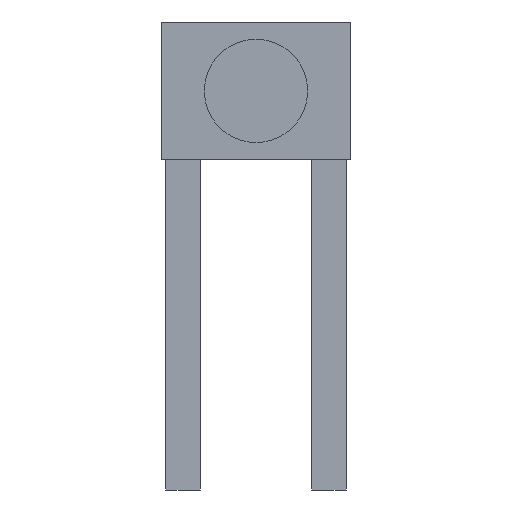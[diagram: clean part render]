
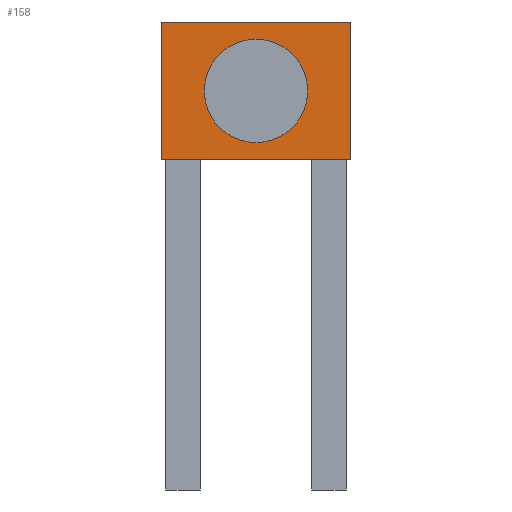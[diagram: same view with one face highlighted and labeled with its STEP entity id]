
A CAD part, front view. The second image highlights one B-rep face of the part: STEP entity #158.
In plain terms, the highlighted planar face has unit normal (0, -1, 0).
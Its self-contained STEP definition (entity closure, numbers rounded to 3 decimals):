
#23=VERTEX_POINT('',#24);
#24=CARTESIAN_POINT('',(-0.38,-7.95,6.15));
#29=EDGE_CURVE('',#23,#30,#32,.T.);
#30=VERTEX_POINT('',#31);
#31=CARTESIAN_POINT('',(2.92,-7.95,6.15));
#32=LINE('',#24,#33);
#33=VECTOR('',#34,1.);
#34=DIRECTION('',(1.,0.,0.));
#53=VERTEX_POINT('',#54);
#54=CARTESIAN_POINT('',(-0.38,-7.95,3.75));
#57=EDGE_CURVE('',#53,#23,#58,.T.);
#58=LINE('',#54,#59);
#59=VECTOR('',#60,1.);
#60=DIRECTION('',(0.,0.,1.));
#67=DIRECTION('',(-1.,0.,0.));
#73=EDGE_CURVE('',#30,#74,#76,.T.);
#74=VERTEX_POINT('',#75);
#75=CARTESIAN_POINT('',(2.92,-7.95,3.75));
#76=LINE('',#31,#77);
#77=VECTOR('',#78,1.);
#78=DIRECTION('',(0.,0.,-1.));
#95=VECTOR('',#67,1.);
#156=DIRECTION('',(0.,-1.,0.));
#157=DIRECTION('',(0.,0.,-1.));
#158=ADVANCED_FACE('',(#159,#167),#177,.T.);
#159=FACE_BOUND('',#160,.T.);
#160=EDGE_LOOP('',(#161,#162,#163,#166));
#161=ORIENTED_EDGE('',*,*,#29,.F.);
#162=ORIENTED_EDGE('',*,*,#57,.F.);
#163=ORIENTED_EDGE('',*,*,#164,.F.);
#164=EDGE_CURVE('',#74,#53,#165,.T.);
#165=LINE('',#75,#95);
#166=ORIENTED_EDGE('',*,*,#73,.F.);
#167=FACE_BOUND('',#168,.T.);
#168=EDGE_LOOP('',(#169));
#169=ORIENTED_EDGE('',*,*,#170,.F.);
#170=EDGE_CURVE('',#171,#171,#173,.T.);
#171=VERTEX_POINT('',#172);
#172=CARTESIAN_POINT('',(2.17,-7.95,4.95));
#173=CIRCLE('',#174,0.9);
#174=AXIS2_PLACEMENT_3D('',#175,#176,#34);
#175=CARTESIAN_POINT('',(1.27,-7.95,4.95));
#176=DIRECTION('',(0.,-1.,0.));
#177=PLANE('',#178);
#178=AXIS2_PLACEMENT_3D('',#24,#156,#157);
